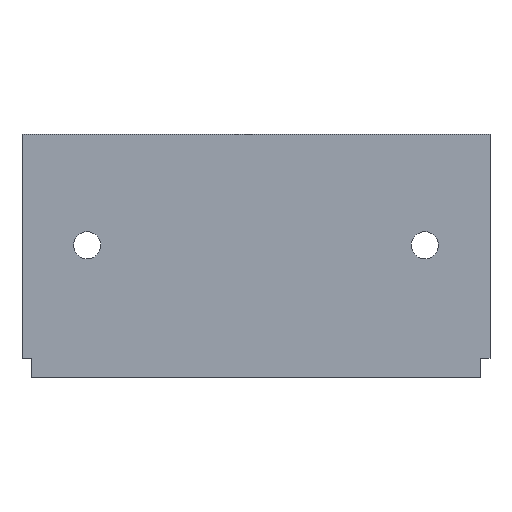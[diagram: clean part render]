
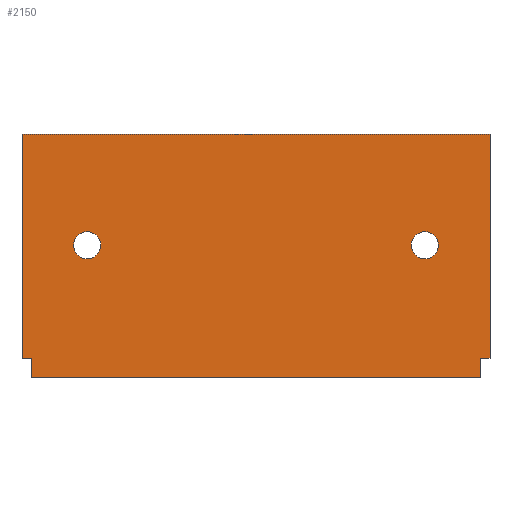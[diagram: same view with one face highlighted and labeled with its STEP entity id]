
A CAD part, front view. The second image highlights one B-rep face of the part: STEP entity #2150.
In plain terms, the highlighted planar face has unit normal (0, -1, 0).
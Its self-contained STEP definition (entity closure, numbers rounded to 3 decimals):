
#579 = EDGE_CURVE ( 'NONE', #1913, #3332, #3845, .T. ) ;
#771 = CARTESIAN_POINT ( 'NONE',  ( 41.39, 0., -20.25 ) ) ;
#848 = VERTEX_POINT ( 'NONE', #8189 ) ;
#950 = FACE_BOUND ( 'NONE', #4812, .T. ) ;
#974 = FACE_BOUND ( 'NONE', #4904, .T. ) ;
#982 = FACE_OUTER_BOUND ( 'NONE', #4909, .T. ) ;
#1032 = DIRECTION ( 'NONE',  ( -1., 0., 0. ) ) ;
#1125 = VECTOR ( 'NONE', #1032, 1000. ) ;
#1255 = LINE ( 'NONE', #5987, #1125 ) ;
#1386 = DIRECTION ( 'NONE',  ( 0., 0., 1. ) ) ;
#1416 = AXIS2_PLACEMENT_3D ( 'NONE', #5645, #5886, #5832 ) ;
#1631 = EDGE_CURVE ( 'NONE', #5392, #2468, #1871, .T. ) ;
#1703 = DIRECTION ( 'NONE',  ( 0., 0., 1. ) ) ;
#1705 = DIRECTION ( 'NONE',  ( 0., -1., 0. ) ) ;
#1715 = CARTESIAN_POINT ( 'NONE',  ( 5.025, 0., -10.03 ) ) ;
#1871 = CIRCLE ( 'NONE', #9032, 1.225 ) ;
#1913 = VERTEX_POINT ( 'NONE', #8192 ) ;
#2041 = CIRCLE ( 'NONE', #7950, 1.225 ) ;
#2150 = ADVANCED_FACE ( 'NONE', ( #950, #974, #982 ), #5489, .F. ) ;
#2183 = VERTEX_POINT ( 'NONE', #5982 ) ;
#2263 = DIRECTION ( 'NONE',  ( 0., 0., 1. ) ) ;
#2468 = VERTEX_POINT ( 'NONE', #5138 ) ;
#2505 = VECTOR ( 'NONE', #3122, 1000. ) ;
#2512 = LINE ( 'NONE', #3363, #2505 ) ;
#2679 = ORIENTED_EDGE ( 'NONE', *, *, #7056, .F. ) ;
#2730 = AXIS2_PLACEMENT_3D ( 'NONE', #3505, #8479, #4217 ) ;
#2798 = ORIENTED_EDGE ( 'NONE', *, *, #4760, .F. ) ;
#3087 = DIRECTION ( 'NONE',  ( 1., 0., 0. ) ) ;
#3122 = DIRECTION ( 'NONE',  ( 0., 0., -1. ) ) ;
#3130 = ORIENTED_EDGE ( 'NONE', *, *, #6452, .F. ) ;
#3202 = DIRECTION ( 'NONE',  ( -1., 0., 0. ) ) ;
#3234 = ORIENTED_EDGE ( 'NONE', *, *, #4255, .T. ) ;
#3330 = VERTEX_POINT ( 'NONE', #5860 ) ;
#3332 = VERTEX_POINT ( 'NONE', #5954 ) ;
#3363 = CARTESIAN_POINT ( 'NONE',  ( 40.53, 0., 0. ) ) ;
#3423 = LINE ( 'NONE', #6228, #3438 ) ;
#3438 = VECTOR ( 'NONE', #6220, 1000. ) ;
#3445 = CARTESIAN_POINT ( 'NONE',  ( 41.39, 0., -20.25 ) ) ;
#3505 = CARTESIAN_POINT ( 'NONE',  ( 35.505, 0., -10.03 ) ) ;
#3585 = EDGE_CURVE ( 'NONE', #5123, #6771, #8752, .T. ) ;
#3680 = CARTESIAN_POINT ( 'NONE',  ( -0.86, 0., -20.25 ) ) ;
#3711 = EDGE_CURVE ( 'NONE', #3330, #5123, #7553, .T. ) ;
#3845 = CIRCLE ( 'NONE', #6577, 1.225 ) ;
#4162 = CARTESIAN_POINT ( 'NONE',  ( 35.505, 0., -10.03 ) ) ;
#4217 = DIRECTION ( 'NONE',  ( 0., 0., 1. ) ) ;
#4255 = EDGE_CURVE ( 'NONE', #6367, #848, #6777, .T. ) ;
#4355 = ORIENTED_EDGE ( 'NONE', *, *, #7980, .T. ) ;
#4579 = ORIENTED_EDGE ( 'NONE', *, *, #3585, .F. ) ;
#4602 = CARTESIAN_POINT ( 'NONE',  ( 40.53, 0., -20.25 ) ) ;
#4760 = EDGE_CURVE ( 'NONE', #8476, #5225, #6064, .T. ) ;
#4812 = EDGE_LOOP ( 'NONE', ( #6260, #8682 ) ) ;
#4880 = EDGE_CURVE ( 'NONE', #8476, #6367, #5816, .T. ) ;
#4902 = DIRECTION ( 'NONE',  ( 0., -1., 0. ) ) ;
#4904 = EDGE_LOOP ( 'NONE', ( #7563, #7835 ) ) ;
#4909 = EDGE_LOOP ( 'NONE', ( #4355, #2798, #8971, #3234, #3130, #2679, #4579, #8159 ) ) ;
#5123 = VERTEX_POINT ( 'NONE', #771 ) ;
#5138 = CARTESIAN_POINT ( 'NONE',  ( 35.505, 0., -11.255 ) ) ;
#5225 = VERTEX_POINT ( 'NONE', #7784 ) ;
#5315 = CARTESIAN_POINT ( 'NONE',  ( -0.86, 0., -20.25 ) ) ;
#5392 = VERTEX_POINT ( 'NONE', #5811 ) ;
#5489 = PLANE ( 'NONE',  #1416 ) ;
#5645 = CARTESIAN_POINT ( 'NONE',  ( 40.53, 0., 0. ) ) ;
#5808 = VECTOR ( 'NONE', #3087, 1000. ) ;
#5811 = CARTESIAN_POINT ( 'NONE',  ( 35.505, 0., -8.805 ) ) ;
#5816 = LINE ( 'NONE', #3680, #5808 ) ;
#5832 = DIRECTION ( 'NONE',  ( 0., 0., 1. ) ) ;
#5860 = CARTESIAN_POINT ( 'NONE',  ( 41.39, 0., 0. ) ) ;
#5886 = DIRECTION ( 'NONE',  ( 0., 1., 0. ) ) ;
#5954 = CARTESIAN_POINT ( 'NONE',  ( 5.025, 0., -8.805 ) ) ;
#5982 = CARTESIAN_POINT ( 'NONE',  ( 40.53, 0., -22. ) ) ;
#5987 = CARTESIAN_POINT ( 'NONE',  ( 40.53, 0., 0. ) ) ;
#6003 = VECTOR ( 'NONE', #2263, 1000. ) ;
#6064 = LINE ( 'NONE', #6844, #6003 ) ;
#6151 = CARTESIAN_POINT ( 'NONE',  ( 41.39, 0., 0. ) ) ;
#6220 = DIRECTION ( 'NONE',  ( -1., 0., 0. ) ) ;
#6228 = CARTESIAN_POINT ( 'NONE',  ( 40.53, 0., -22. ) ) ;
#6260 = ORIENTED_EDGE ( 'NONE', *, *, #1631, .F. ) ;
#6324 = CARTESIAN_POINT ( 'NONE',  ( 5.025, 0., -10.03 ) ) ;
#6325 = DIRECTION ( 'NONE',  ( 0., -1., 0. ) ) ;
#6335 = DIRECTION ( 'NONE',  ( 0., 0., 1. ) ) ;
#6367 = VERTEX_POINT ( 'NONE', #6518 ) ;
#6452 = EDGE_CURVE ( 'NONE', #2183, #848, #3423, .T. ) ;
#6518 = CARTESIAN_POINT ( 'NONE',  ( 0., 0., -20.25 ) ) ;
#6577 = AXIS2_PLACEMENT_3D ( 'NONE', #6324, #6325, #6335 ) ;
#6739 = DIRECTION ( 'NONE',  ( 0., 0., -1. ) ) ;
#6767 = VECTOR ( 'NONE', #8311, 1000. ) ;
#6771 = VERTEX_POINT ( 'NONE', #4602 ) ;
#6777 = LINE ( 'NONE', #7035, #6767 ) ;
#6844 = CARTESIAN_POINT ( 'NONE',  ( -0.86, 0., -20.25 ) ) ;
#7035 = CARTESIAN_POINT ( 'NONE',  ( 0., 0., 0. ) ) ;
#7056 = EDGE_CURVE ( 'NONE', #6771, #2183, #2512, .T. ) ;
#7400 = EDGE_CURVE ( 'NONE', #3332, #1913, #2041, .T. ) ;
#7537 = CIRCLE ( 'NONE', #2730, 1.225 ) ;
#7553 = LINE ( 'NONE', #6151, #7558 ) ;
#7558 = VECTOR ( 'NONE', #6739, 1000. ) ;
#7563 = ORIENTED_EDGE ( 'NONE', *, *, #7400, .F. ) ;
#7784 = CARTESIAN_POINT ( 'NONE',  ( -0.86, 0., 0. ) ) ;
#7835 = ORIENTED_EDGE ( 'NONE', *, *, #579, .F. ) ;
#7950 = AXIS2_PLACEMENT_3D ( 'NONE', #1715, #1705, #1703 ) ;
#7980 = EDGE_CURVE ( 'NONE', #3330, #5225, #1255, .T. ) ;
#7987 = VECTOR ( 'NONE', #3202, 1000. ) ;
#8159 = ORIENTED_EDGE ( 'NONE', *, *, #3711, .F. ) ;
#8189 = CARTESIAN_POINT ( 'NONE',  ( 0., 0., -22. ) ) ;
#8192 = CARTESIAN_POINT ( 'NONE',  ( 5.025, 0., -11.255 ) ) ;
#8311 = DIRECTION ( 'NONE',  ( 0., 0., -1. ) ) ;
#8476 = VERTEX_POINT ( 'NONE', #5315 ) ;
#8479 = DIRECTION ( 'NONE',  ( 0., -1., 0. ) ) ;
#8682 = ORIENTED_EDGE ( 'NONE', *, *, #9128, .F. ) ;
#8752 = LINE ( 'NONE', #3445, #7987 ) ;
#8971 = ORIENTED_EDGE ( 'NONE', *, *, #4880, .T. ) ;
#9032 = AXIS2_PLACEMENT_3D ( 'NONE', #4162, #4902, #1386 ) ;
#9128 = EDGE_CURVE ( 'NONE', #2468, #5392, #7537, .T. ) ;
